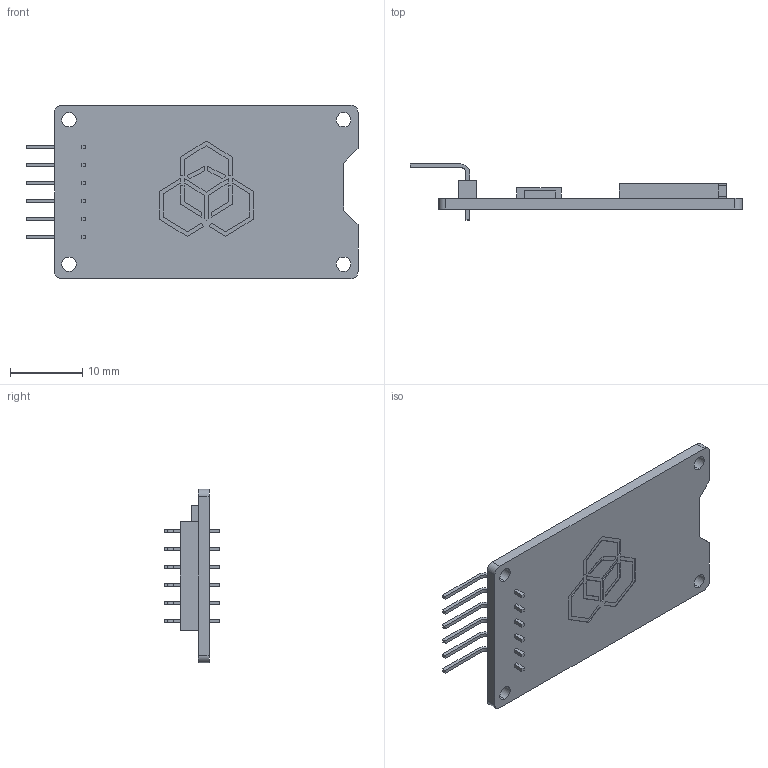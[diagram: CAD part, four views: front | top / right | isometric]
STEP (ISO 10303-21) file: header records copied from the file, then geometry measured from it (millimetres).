
FILE_DESCRIPTION (( 'STEP AP214' ), '1' );
FILE_NAME ('Àäàïòåð micro SD.STEP', '2015-11-08T08:26:10', ( '' ), ( '' ), 'SwSTEP 2.0', 'SolidWorks 2015', '' );
FILE_SCHEMA (( 'AUTOMOTIVE_DESIGN' ));
Length unit declared in the file: millimetre
Products named in the file (1): Àäàïòåð micro SD
Bounding box: 45.95 x 7.75 x 24 mm (x, y, z)
Volume: 1738.3 mm3; surface area: 3601.8 mm2
Topology: 11 solids, 11 shells, 214 faces, 534 edges, 356 vertices
Faces by surface type: plane 190, cylinder 24
Entity records: 7856 total; most frequent: CARTESIAN_POINT 1105, ORIENTED_EDGE 1068, DIRECTION 1012, EDGE_CURVE 534, VECTOR 486, LINE 486, VERTEX_POINT 356, AXIS2_PLACEMENT_3D 263
